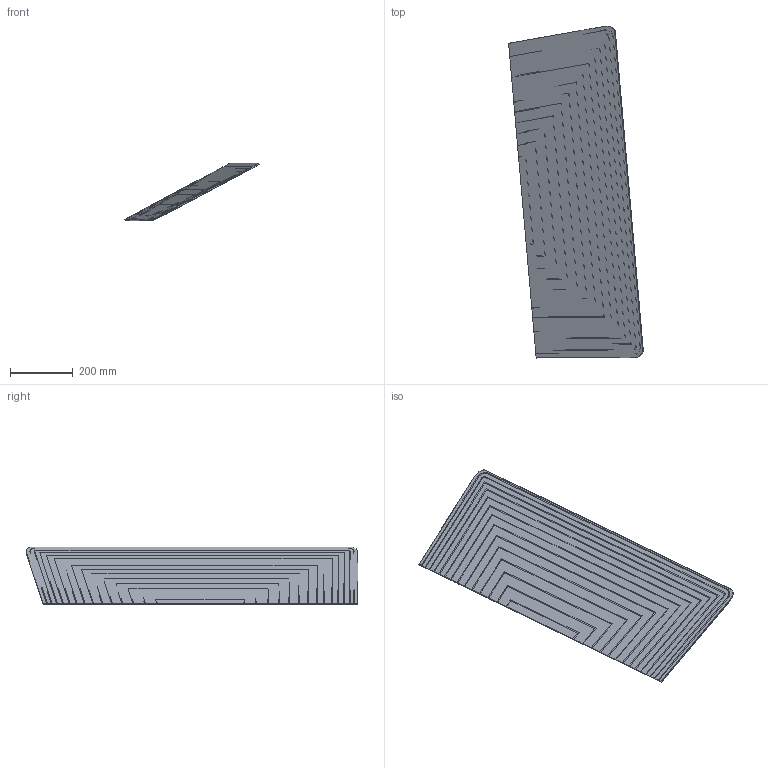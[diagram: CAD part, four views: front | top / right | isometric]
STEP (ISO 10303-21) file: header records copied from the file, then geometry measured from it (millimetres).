
FILE_DESCRIPTION(('STEP AP203'),'1');
FILE_NAME('slice_cooling_plate_material_mod1-Original-Files.stp','2018-08-17T08:16:57',(' '),(' '),'Spatial InterOp 3D',' ',' ');
FILE_SCHEMA(('CONFIG_CONTROL_DESIGN'));
Length unit declared in the file: centimetre
Products named in the file (20): Open CASCADE STEP translator 7.1 21.15; Open CASCADE STEP translator 7.1 21.15.1; slice_cooling_plate_material_mod1-Original-Files; Open CASCADE STEP translator 7.1 21.16; Open CASCADE STEP translator 7.1 21.16.1; Open CASCADE STEP translator 7.1 21.16.2; Open CASCADE STEP translator 7.1 21.1; Open CASCADE STEP translator 7.1 21.2; Open CASCADE STEP translator 7.1 21.3; Open CASCADE STEP translator 7.1 21.4; Open CASCADE STEP translator 7.1 21.5; Open CASCADE STEP translator 7.1 21.6; Open CASCADE STEP translator 7.1 21.7; Open CASCADE STEP translator 7.1 21.8; Open CASCADE STEP translator 7.1 21.9; Open CASCADE STEP translator 7.1 21.10; Open CASCADE STEP translator 7.1 21.11; Open CASCADE STEP translator 7.1 21.12; Open CASCADE STEP translator 7.1 21.13; Open CASCADE STEP translator 7.1 21.14
Assembly tree (19 placements, depth 3):
  slice_cooling_plate_material_mod1-Original-Files
    Open CASCADE STEP translator 7.1 21.15
      Open CASCADE STEP translator 7.1 21.15.1
    Open CASCADE STEP translator 7.1 21.16
      Open CASCADE STEP translator 7.1 21.16.1
      Open CASCADE STEP translator 7.1 21.16.2
    Open CASCADE STEP translator 7.1 21.1
    Open CASCADE STEP translator 7.1 21.2
    Open CASCADE STEP translator 7.1 21.3
    Open CASCADE STEP translator 7.1 21.4
    Open CASCADE STEP translator 7.1 21.5
    Open CASCADE STEP translator 7.1 21.6
    Open CASCADE STEP translator 7.1 21.7
    Open CASCADE STEP translator 7.1 21.8
    Open CASCADE STEP translator 7.1 21.9
    Open CASCADE STEP translator 7.1 21.10
    Open CASCADE STEP translator 7.1 21.11
    Open CASCADE STEP translator 7.1 21.12
    Open CASCADE STEP translator 7.1 21.13
    Open CASCADE STEP translator 7.1 21.14
Bounding box: 428.59 x 1055.56 x 184.02 mm (x, y, z)
Volume: 1834926.8 mm3; surface area: 2392848.6 mm2
Topology: 17 solids, 17 shells, 172 faces, 414 edges, 276 vertices
Faces by surface type: plane 158, cylinder 14
Entity records: 5942 total; most frequent: CARTESIAN_POINT 884, DIRECTION 830, ORIENTED_EDGE 828, EDGE_CURVE 414, LINE 386, VECTOR 386, VERTEX_POINT 276, AXIS2_PLACEMENT_3D 222
